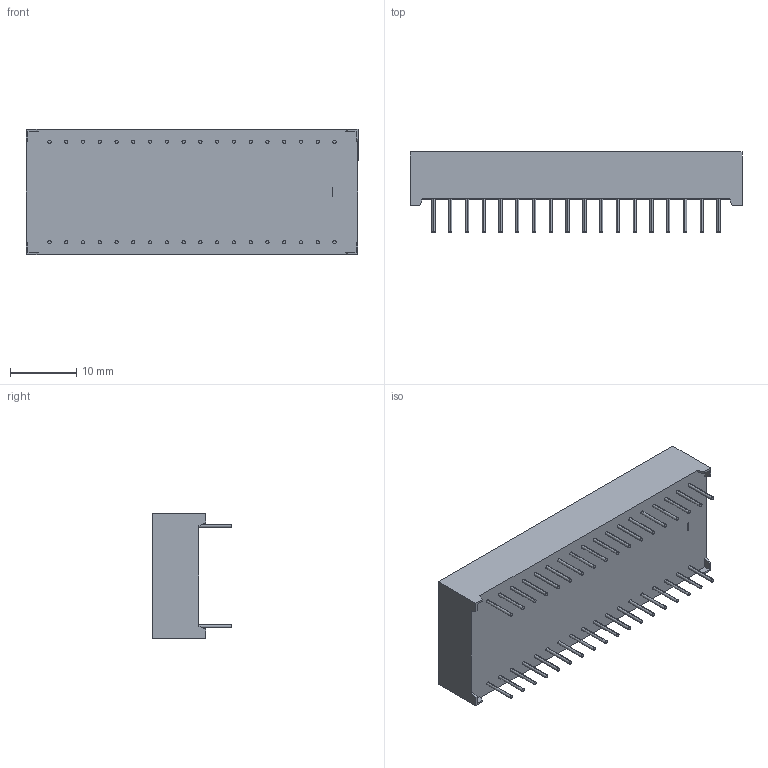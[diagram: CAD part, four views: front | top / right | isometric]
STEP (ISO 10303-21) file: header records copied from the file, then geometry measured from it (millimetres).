
FILE_DESCRIPTION (( 'STEP AP214' ), '1' );
FILE_NAME ('XDxx14x4.STEP', '2015-09-09T21:26:38', ( '' ), ( '' ), 'SwSTEP 2.0', 'SolidWorks 2012', '' );
FILE_SCHEMA (( 'AUTOMOTIVE_DESIGN' ));
Length unit declared in the file: millimetre
Products named in the file (1): XDxx14x4
Bounding box: 50.3 x 12.1 x 19 mm (x, y, z)
Volume: 6811.9 mm3; surface area: 3226.1 mm2
Topology: 1 solids, 1 shells, 514 faces, 1278 edges, 852 vertices
Faces by surface type: plane 346, cylinder 100, bspline 68
Entity records: 21383 total; most frequent: CARTESIAN_POINT 5841, ORIENTED_EDGE 2556, DIRECTION 2236, EDGE_CURVE 1278, LINE 942, VECTOR 942, VERTEX_POINT 852, AXIS2_PLACEMENT_3D 647
